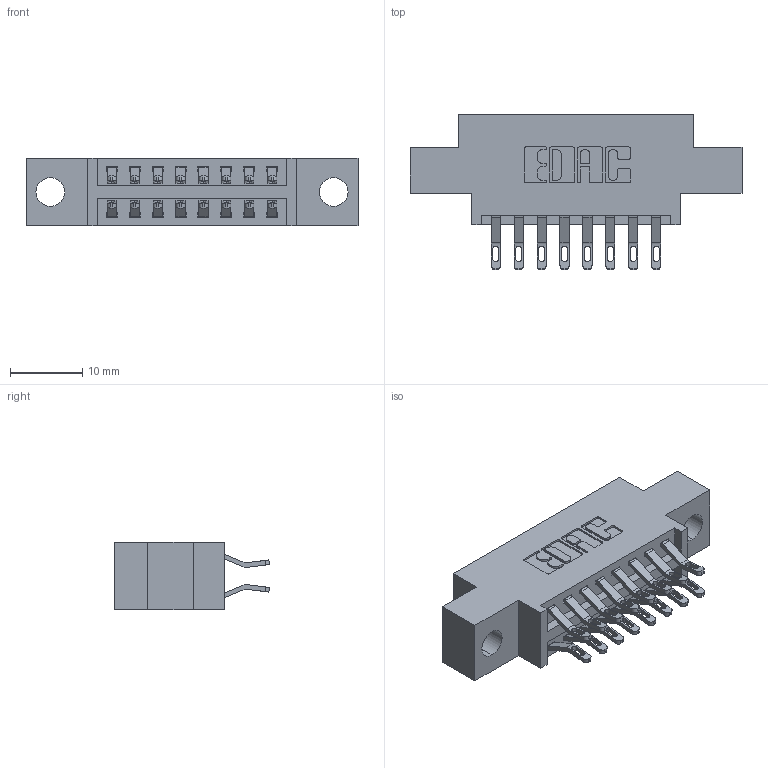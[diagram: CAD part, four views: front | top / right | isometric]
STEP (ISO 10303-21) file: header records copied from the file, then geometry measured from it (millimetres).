
FILE_DESCRIPTION (( 'STEP AP203' ), '1' );
FILE_NAME ('396-016-555-804.STEP', '2018-08-31T23:43:31', ( '' ), ( '' ), 'SwSTEP 2.0', 'SolidWorks 2016', '' );
FILE_SCHEMA (( 'CONFIG_CONTROL_DESIGN' ));
Length unit declared in the file: inch
Products named in the file (3): 346 Part_0.170 Offset - 0.156 Dia-TH; 345-292-001_555 Tail; 396-016-555-804
Assembly tree (17 placements, depth 2):
  396-016-555-804
    346 Part_0.170 Offset - 0.156 Dia-TH
    345-292-001_555 Tail  x16
Bounding box: 45.97 x 21.46 x 9.4 mm (x, y, z)
Volume: 4022.9 mm3; surface area: 5153.8 mm2
Topology: 17 solids, 17 shells, 1054 faces, 3269 edges, 2178 vertices
Faces by surface type: plane 608, cylinder 446
Entity records: 10259 total; most frequent: CARTESIAN_POINT 1774, ORIENTED_EDGE 1678, DIRECTION 1583, EDGE_CURVE 839, LINE 655, VECTOR 655, VERTEX_POINT 558, AXIS2_PLACEMENT_3D 464
